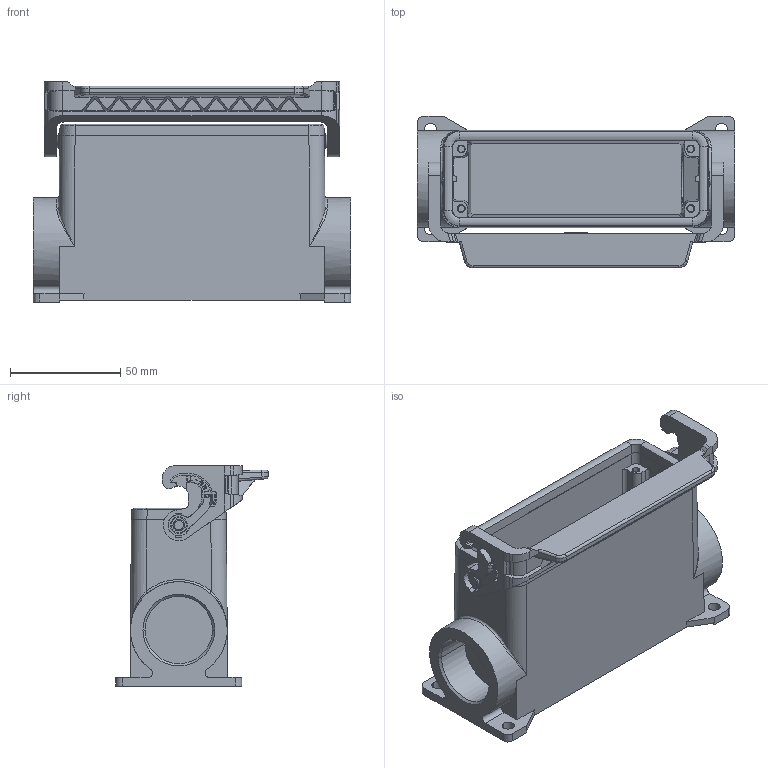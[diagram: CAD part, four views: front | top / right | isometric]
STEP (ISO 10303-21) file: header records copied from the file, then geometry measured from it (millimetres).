
FILE_DESCRIPTION(('Creo Elements/Direct Modeling STEP Export'),'2;1');
FILE_NAME('37jbk2e5pl6tjhb4548','2023-03-10T13:54:28',(''),(''),'Creo Elements/Direct Modeling STEP processor for AP214 (Solid Model)','Creo Elements/Direct Modeling 20.1B 02-Apr-2019 (C) Parametric Technology GmbH','');
FILE_SCHEMA(('AUTOMOTIVE_DESIGN { 1 0 10303 214 1 1 1 1 }'));
Length unit declared in the file: millimetre
Products named in the file (3): MLAP 24 L40; MLAP 24 L32
Assembly tree (2 placements, depth 3):
  MLAP 24 L32
    MLAP 24 L40
      MLAP 24 L40
Bounding box: 144 x 68.96 x 100 mm (x, y, z)
Volume: 177162.6 mm3; surface area: 80840.8 mm2
Topology: 1 solids, 1 shells, 1039 faces, 2814 edges, 1826 vertices
Faces by surface type: plane 651, cylinder 292, torus 46, cone 34, bspline 16
Entity records: 45004 total; most frequent: CARTESIAN_POINT 10926, ORIENTED_EDGE 5620, DIRECTION 5086, EDGE_CURVE 2810, VECTOR 1986, LINE 1986, VERTEX_POINT 1826, AXIS2_PLACEMENT_3D 1550
